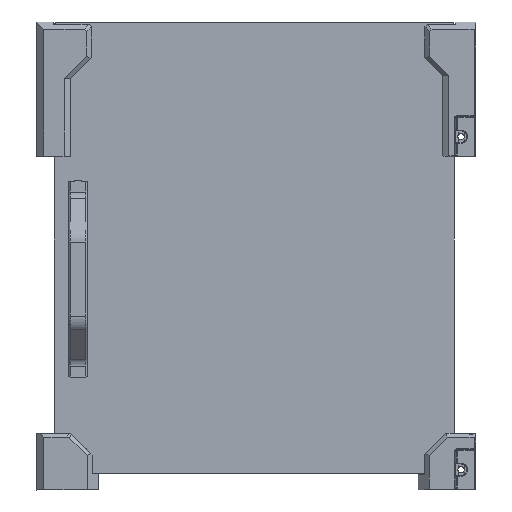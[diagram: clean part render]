
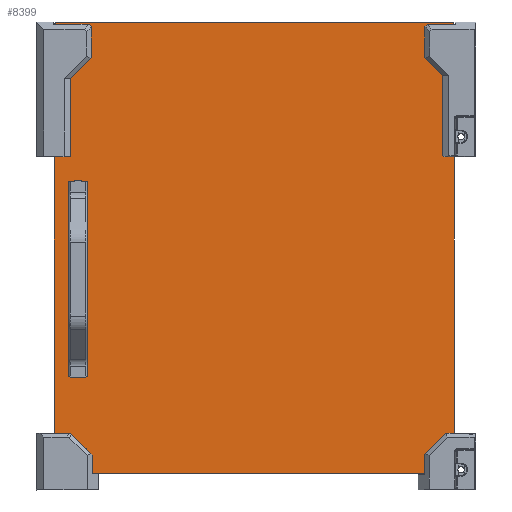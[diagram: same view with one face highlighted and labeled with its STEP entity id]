
A CAD part, front view. The second image highlights one B-rep face of the part: STEP entity #8399.
In plain terms, the highlighted face is planar.
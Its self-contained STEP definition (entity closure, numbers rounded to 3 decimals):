
#479=PLANE('',#9196);
#978=FACE_OUTER_BOUND('',#1493,.T.);
#1493=EDGE_LOOP('',(#6628,#6629,#6630,#6631,#6632,#6633,#6634,#6635));
#2115=LINE('',#16052,#2909);
#2119=LINE('',#16064,#2913);
#2123=LINE('',#16076,#2917);
#2126=LINE('',#16085,#2920);
#2909=VECTOR('',#10694,1000.);
#2913=VECTOR('',#10706,1000.);
#2917=VECTOR('',#10718,1000.);
#2920=VECTOR('',#10729,1000.);
#3514=CIRCLE('',#9182,2.);
#3516=CIRCLE('',#9186,2.);
#3518=CIRCLE('',#9190,2.);
#3520=CIRCLE('',#9194,2.);
#3994=VERTEX_POINT('',#16042);
#3995=VERTEX_POINT('',#16044);
#3997=VERTEX_POINT('',#16050);
#3999=VERTEX_POINT('',#16056);
#4001=VERTEX_POINT('',#16062);
#4003=VERTEX_POINT('',#16068);
#4005=VERTEX_POINT('',#16074);
#4007=VERTEX_POINT('',#16080);
#4922=EDGE_CURVE('',#3995,#3994,#3514,.T.);
#4926=EDGE_CURVE('',#3994,#3997,#2115,.T.);
#4929=EDGE_CURVE('',#3997,#3999,#3516,.T.);
#4932=EDGE_CURVE('',#3999,#4001,#2119,.T.);
#4935=EDGE_CURVE('',#4001,#4003,#3518,.T.);
#4938=EDGE_CURVE('',#4003,#4005,#2123,.T.);
#4941=EDGE_CURVE('',#4005,#4007,#3520,.T.);
#4943=EDGE_CURVE('',#4007,#3995,#2126,.T.);
#6628=ORIENTED_EDGE('',*,*,#4922,.T.);
#6629=ORIENTED_EDGE('',*,*,#4926,.T.);
#6630=ORIENTED_EDGE('',*,*,#4929,.T.);
#6631=ORIENTED_EDGE('',*,*,#4932,.T.);
#6632=ORIENTED_EDGE('',*,*,#4935,.T.);
#6633=ORIENTED_EDGE('',*,*,#4938,.T.);
#6634=ORIENTED_EDGE('',*,*,#4941,.T.);
#6635=ORIENTED_EDGE('',*,*,#4943,.T.);
#8399=ADVANCED_FACE('',(#978),#479,.T.);
#9182=AXIS2_PLACEMENT_3D('',#16045,#10687,#10688);
#9186=AXIS2_PLACEMENT_3D('',#16058,#10700,#10701);
#9190=AXIS2_PLACEMENT_3D('',#16070,#10712,#10713);
#9194=AXIS2_PLACEMENT_3D('',#16082,#10724,#10725);
#9196=AXIS2_PLACEMENT_3D('',#16086,#10730,#10731);
#10687=DIRECTION('center_axis',(0.,0.,
1.));
#10688=DIRECTION('ref_axis',(1.,0.,0.));
#10694=DIRECTION('',(1.,0.,0.));
#10700=DIRECTION('center_axis',(0.,0.,
1.));
#10701=DIRECTION('ref_axis',(1.,0.,0.));
#10706=DIRECTION('',(0.,1.,0.));
#10712=DIRECTION('center_axis',(0.,0.,
1.));
#10713=DIRECTION('ref_axis',(-1.,0.,0.));
#10718=DIRECTION('',(-1.,0.,0.));
#10724=DIRECTION('center_axis',(0.,0.,
1.));
#10725=DIRECTION('ref_axis',(1.,0.,0.));
#10729=DIRECTION('',(0.,-1.,0.));
#10730=DIRECTION('center_axis',(0.,0.,
1.));
#10731=DIRECTION('ref_axis',(1.,0.,0.));
#16042=CARTESIAN_POINT('',(-106.,-119.5,3.));
#16044=CARTESIAN_POINT('',(-108.,-117.5,3.));
#16045=CARTESIAN_POINT('Origin',(-106.,-117.5,3.));
#16050=CARTESIAN_POINT('',(102.,-119.5,3.));
#16052=CARTESIAN_POINT('',(-106.,-119.5,3.));
#16056=CARTESIAN_POINT('',(104.,-117.5,3.));
#16058=CARTESIAN_POINT('Origin',(102.,-117.5,3.));
#16062=CARTESIAN_POINT('',(104.,117.5,3.));
#16064=CARTESIAN_POINT('',(104.,117.5,3.));
#16068=CARTESIAN_POINT('',(102.,119.5,3.));
#16070=CARTESIAN_POINT('Origin',(102.,117.5,3.));
#16074=CARTESIAN_POINT('',(-106.,119.5,3.));
#16076=CARTESIAN_POINT('',(-106.,119.5,3.));
#16080=CARTESIAN_POINT('',(-108.,117.5,3.));
#16082=CARTESIAN_POINT('Origin',(-106.,117.5,3.));
#16085=CARTESIAN_POINT('',(-108.,117.5,3.));
#16086=CARTESIAN_POINT('Origin',(-106.,-117.5,3.));
